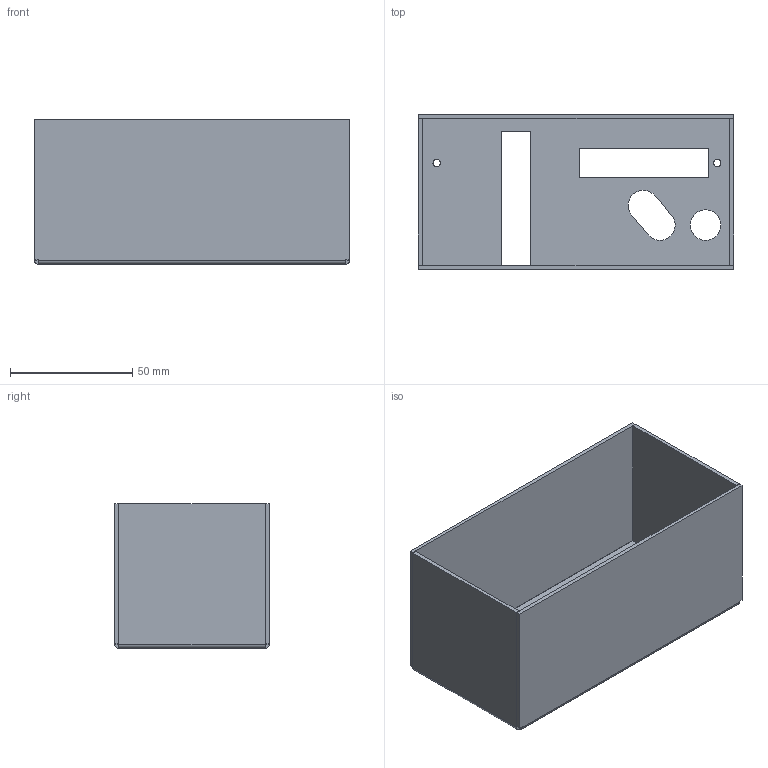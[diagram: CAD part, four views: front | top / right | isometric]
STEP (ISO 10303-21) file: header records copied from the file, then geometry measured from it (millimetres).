
FILE_DESCRIPTION(('HOOPS Exchange Step'),'2;1');
FILE_NAME('Back Enclosure.step','2018-04-23T14:10:42+00:00',('SYSTEM'),('Unknown organisation'),'HOOPS Exchange 10.0','HOOPS Exchange','Unknown authorisation');
FILE_SCHEMA( ('AUTOMOTIVE_DESIGN { 1 0 10303 214 1 1 1 1 }') );
Length unit declared in the file: millimetre
Products named in the file (2): Default; Back Enclosure
Assembly tree (1 placements, depth 2):
  Back Enclosure
    Default
Bounding box: 129.2 x 63.4 x 59.29 mm (x, y, z)
Volume: 45050.5 mm3; surface area: 58294.2 mm2
Topology: 1 solids, 1 shells, 62 faces, 150 edges, 88 vertices
Faces by surface type: plane 48, cylinder 14
Full cylindrical faces by diameter (mm): 3 x2, 12.5 x1
Entity records: 1825 total; most frequent: DIRECTION 308, CARTESIAN_POINT 303, ORIENTED_EDGE 300, EDGE_CURVE 150, VECTOR 122, LINE 122, AXIS2_PLACEMENT_3D 93, VERTEX_POINT 88
